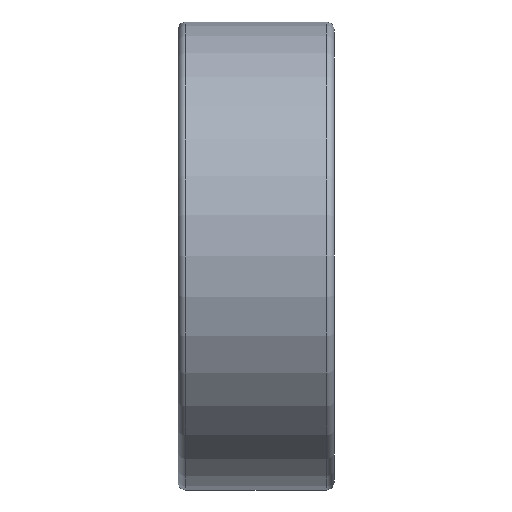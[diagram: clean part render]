
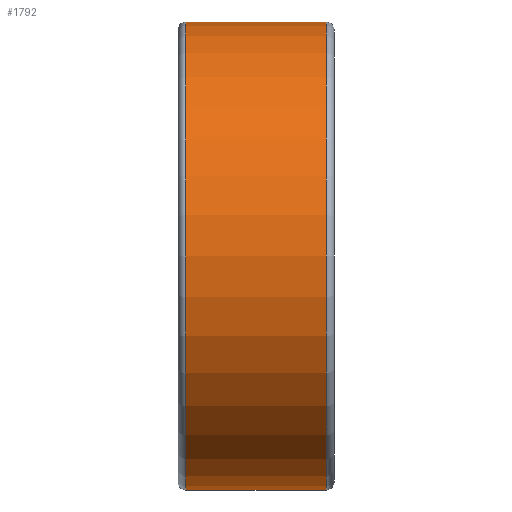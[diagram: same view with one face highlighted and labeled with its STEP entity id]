
A CAD part, front view. The second image highlights one B-rep face of the part: STEP entity #1792.
In plain terms, the highlighted cylindrical face has radius 30 mm (diameter 60 mm), a partial arc.
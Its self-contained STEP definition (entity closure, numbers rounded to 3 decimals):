
#80 = AXIS2_PLACEMENT_3D ( 'NONE', #2221, #3132, #2177 ) ;
#137 = EDGE_CURVE ( 'NONE', #585, #345, #2996, .T. ) ;
#273 = EDGE_CURVE ( 'NONE', #341, #2000, #765, .T. ) ;
#287 = ORIENTED_EDGE ( 'NONE', *, *, #4185, .T. ) ;
#341 = VERTEX_POINT ( 'NONE', #3898 ) ;
#345 = VERTEX_POINT ( 'NONE', #2533 ) ;
#466 = CARTESIAN_POINT ( 'NONE',  ( -5.06, 0., 0. ) ) ;
#470 = CARTESIAN_POINT ( 'NONE',  ( -5.06, 0., -30. ) ) ;
#541 = DIRECTION ( 'NONE',  ( 0., 0., 1. ) ) ;
#585 = VERTEX_POINT ( 'NONE', #2342 ) ;
#765 = CIRCLE ( 'NONE', #80, 30. ) ;
#1027 = EDGE_LOOP ( 'NONE', ( #1075, #2595, #287, #1228 ) ) ;
#1075 = ORIENTED_EDGE ( 'NONE', *, *, #3692, .F. ) ;
#1114 = VECTOR ( 'NONE', #3690, 1000. ) ;
#1228 = ORIENTED_EDGE ( 'NONE', *, *, #137, .T. ) ;
#1437 = CARTESIAN_POINT ( 'NONE',  ( -5.06, 0., 30. ) ) ;
#1775 = LINE ( 'NONE', #470, #1114 ) ;
#1792 = ADVANCED_FACE ( 'NONE', ( #2222 ), #3594, .T. ) ;
#1883 = AXIS2_PLACEMENT_3D ( 'NONE', #3319, #3043, #2387 ) ;
#2000 = VERTEX_POINT ( 'NONE', #2875 ) ;
#2177 = DIRECTION ( 'NONE',  ( 0., 0., 1. ) ) ;
#2221 = CARTESIAN_POINT ( 'NONE',  ( 19., 0., 0. ) ) ;
#2222 = FACE_OUTER_BOUND ( 'NONE', #1027, .T. ) ;
#2337 = LINE ( 'NONE', #1437, #2733 ) ;
#2342 = CARTESIAN_POINT ( 'NONE',  ( 1., 0., 30. ) ) ;
#2387 = DIRECTION ( 'NONE',  ( 0., 0., -1. ) ) ;
#2533 = CARTESIAN_POINT ( 'NONE',  ( 1., 0., -30. ) ) ;
#2595 = ORIENTED_EDGE ( 'NONE', *, *, #273, .T. ) ;
#2733 = VECTOR ( 'NONE', #3391, 1000. ) ;
#2875 = CARTESIAN_POINT ( 'NONE',  ( 19., 0., 30. ) ) ;
#2996 = CIRCLE ( 'NONE', #1883, 30. ) ;
#3043 = DIRECTION ( 'NONE',  ( 1., 0., 0. ) ) ;
#3052 = DIRECTION ( 'NONE',  ( -1., 0., 0. ) ) ;
#3132 = DIRECTION ( 'NONE',  ( -1., 0., 0. ) ) ;
#3319 = CARTESIAN_POINT ( 'NONE',  ( 1., 0., 0. ) ) ;
#3391 = DIRECTION ( 'NONE',  ( -1., 0., 0. ) ) ;
#3594 = CYLINDRICAL_SURFACE ( 'NONE', #3631, 30. ) ;
#3631 = AXIS2_PLACEMENT_3D ( 'NONE', #466, #3052, #541 ) ;
#3690 = DIRECTION ( 'NONE',  ( -1., 0., 0. ) ) ;
#3692 = EDGE_CURVE ( 'NONE', #341, #345, #1775, .T. ) ;
#3898 = CARTESIAN_POINT ( 'NONE',  ( 19., 0., -30. ) ) ;
#4185 = EDGE_CURVE ( 'NONE', #2000, #585, #2337, .T. ) ;
